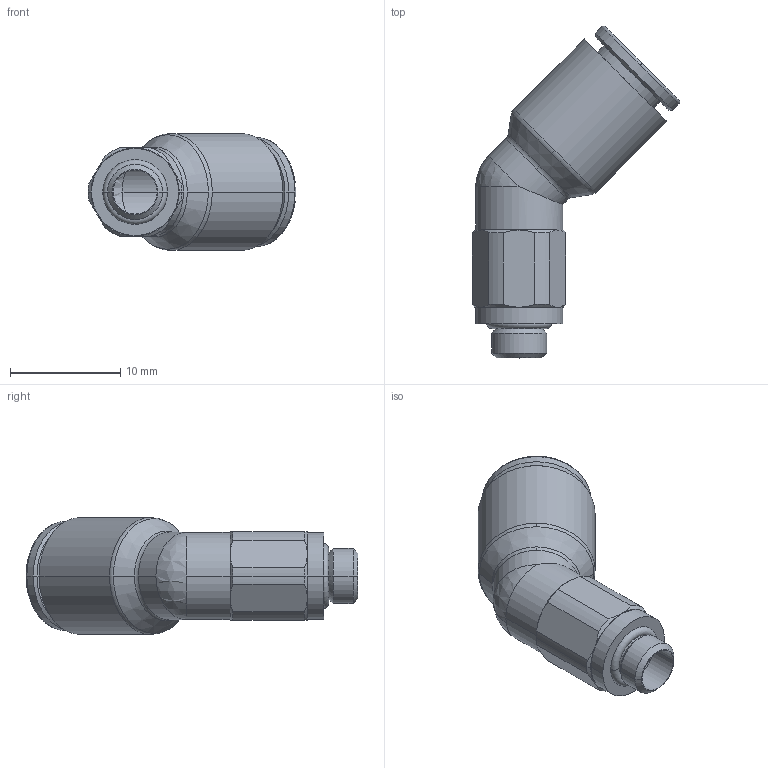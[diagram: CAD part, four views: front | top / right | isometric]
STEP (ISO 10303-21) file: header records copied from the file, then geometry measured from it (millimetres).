
FILE_DESCRIPTION(('STEP AP214'),'1');
FILE_NAME('3133_06_19.stp','2016-07-07T14:58:54',('TraceParts'),('TraceParts S.A.'),'Spatial InterOp 3D',' ',' ');
FILE_SCHEMA(('automotive_design'));
Length unit declared in the file: millimetre
Products named in the file (1): 1
Bounding box: 18.82 x 30.1 x 10.6 mm (x, y, z)
Volume: 1243.4 mm3; surface area: 1550.1 mm2
Topology: 1 solids, 1 shells, 81 faces, 203 edges, 122 vertices
Faces by surface type: cylinder 30, cone 24, plane 16, torus 8, sphere 3
Entity records: 2762 total; most frequent: CARTESIAN_POINT 833, DIRECTION 445, ORIENTED_EDGE 390, AXIS2_PLACEMENT_3D 198, EDGE_CURVE 195, VERTEX_POINT 122, CIRCLE 112, EDGE_LOOP 89
